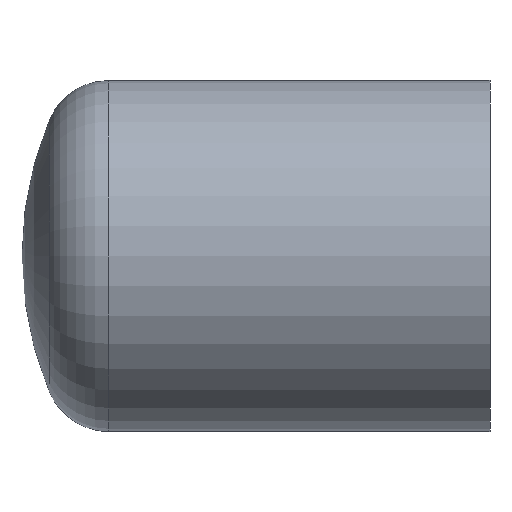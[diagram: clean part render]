
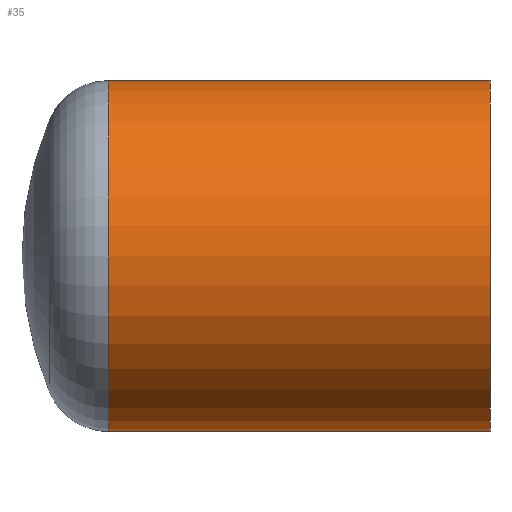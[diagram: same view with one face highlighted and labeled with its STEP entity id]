
A CAD part, front view. The second image highlights one B-rep face of the part: STEP entity #35.
In plain terms, the highlighted cylindrical face has radius 31.5 mm (diameter 63 mm), a full revolution.
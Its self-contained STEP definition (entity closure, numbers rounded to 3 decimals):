
#35 = ADVANCED_FACE( '', ( #70, #71 ), #72, .T. );
#70 = FACE_OUTER_BOUND( '', #105, .T. );
#71 = FACE_OUTER_BOUND( '', #106, .T. );
#72 = CYLINDRICAL_SURFACE( '', #107, 31.5 );
#105 = EDGE_LOOP( '', ( #138 ) );
#106 = EDGE_LOOP( '', ( #139 ) );
#107 = AXIS2_PLACEMENT_3D( '', #140, #141, #142 );
#138 = ORIENTED_EDGE( '', *, *, #174, .F. );
#139 = ORIENTED_EDGE( '', *, *, #172, .T. );
#140 = CARTESIAN_POINT( '', ( -78.2, 0., 0. ) );
#141 = DIRECTION( '', ( -1., 0., 0. ) );
#142 = DIRECTION( '', ( 0., 0., -1. ) );
#172 = EDGE_CURVE( '', #188, #188, #189, .T. );
#174 = EDGE_CURVE( '', #191, #191, #192, .T. );
#188 = VERTEX_POINT( '', #207 );
#189 = CIRCLE( '', #208, 31.5 );
#191 = VERTEX_POINT( '', #210 );
#192 = CIRCLE( '', #211, 31.5 );
#207 = CARTESIAN_POINT( '', ( -68.391, 0., -31.5 ) );
#208 = AXIS2_PLACEMENT_3D( '', #226, #227, #228 );
#210 = CARTESIAN_POINT( '', ( 0., 0., -31.5 ) );
#211 = AXIS2_PLACEMENT_3D( '', #229, #230, #231 );
#226 = CARTESIAN_POINT( '', ( -68.391, 0., 0. ) );
#227 = DIRECTION( '', ( 1., 0., 0. ) );
#228 = DIRECTION( '', ( 0., 0., -1. ) );
#229 = CARTESIAN_POINT( '', ( 0., 0., 0. ) );
#230 = DIRECTION( '', ( 1., 0., 0. ) );
#231 = DIRECTION( '', ( 0., 0., -1. ) );
